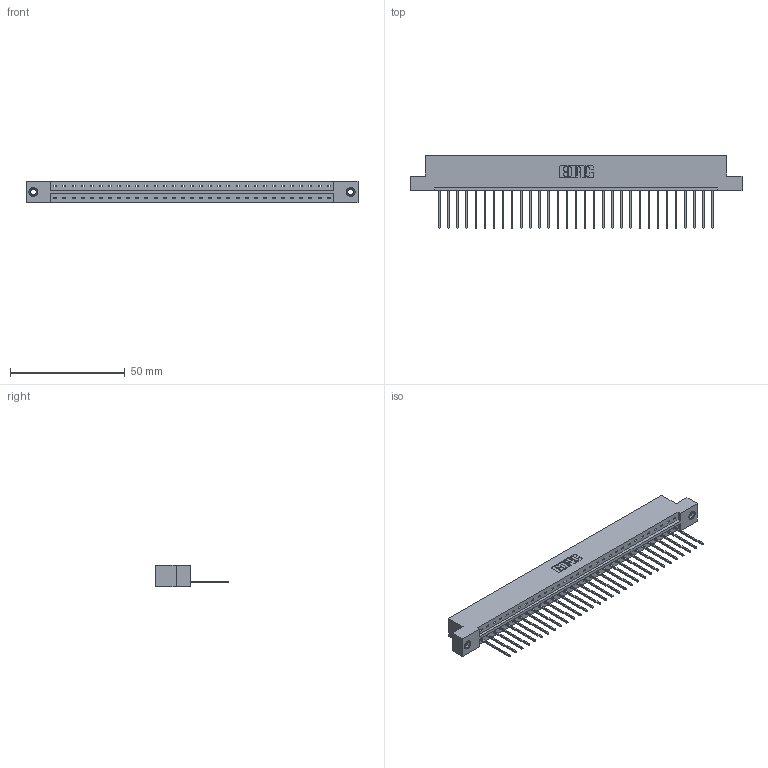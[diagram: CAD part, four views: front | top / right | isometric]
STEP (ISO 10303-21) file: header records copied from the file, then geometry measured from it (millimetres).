
FILE_DESCRIPTION (( 'STEP AP203' ), '1' );
FILE_NAME ('333-031-542-107.STEP', '2018-08-02T19:25:41', ( '' ), ( '' ), 'SwSTEP 2.0', 'SolidWorks 2016', '' );
FILE_SCHEMA (( 'CONFIG_CONTROL_DESIGN' ));
Length unit declared in the file: inch
Products named in the file (4): 333-031-542-107; 333 Part_Flush - .156 Dia - TI; 345-292-001_345-293-142; 345-250-001_345-250-005-103
Assembly tree (34 placements, depth 2):
  333-031-542-107
    333 Part_Flush - .156 Dia - TI
    345-292-001_345-293-142  x31
    345-250-001_345-250-005-103  x2
Bounding box: 144.37 x 31.63 x 9.4 mm (x, y, z)
Volume: 14488.9 mm3; surface area: 16096.4 mm2
Topology: 34 solids, 34 shells, 1972 faces, 5903 edges, 3886 vertices
Faces by surface type: plane 1404, cylinder 552, cone 12, torus 4
Entity records: 21578 total; most frequent: CARTESIAN_POINT 3706, ORIENTED_EDGE 3666, DIRECTION 3181, EDGE_CURVE 1833, LINE 1685, VECTOR 1685, VERTEX_POINT 1216, AXIS2_PLACEMENT_3D 748
